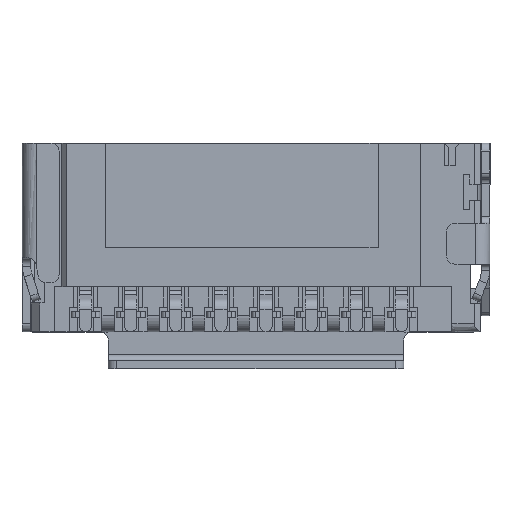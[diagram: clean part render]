
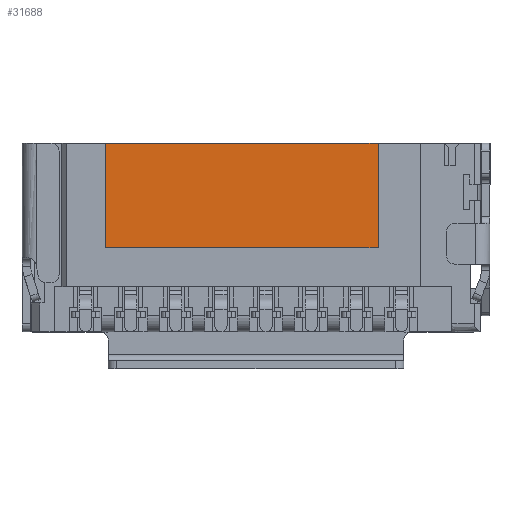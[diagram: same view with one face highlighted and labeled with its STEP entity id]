
A CAD part, top view. The second image highlights one B-rep face of the part: STEP entity #31688.
In plain terms, the highlighted free-form (B-spline) face has degree [1, 1] with [2, 2] control points.
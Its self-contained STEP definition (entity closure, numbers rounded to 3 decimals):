
#1365 = VERTEX_POINT ( 'NONE', #17145 ) ;
#2215 = VERTEX_POINT ( 'NONE', #38110 ) ;
#2431 = ORIENTED_EDGE ( 'NONE', *, *, #20893, .F. ) ;
#2706 = EDGE_CURVE ( 'NONE', #25007, #1365, #13256, .T. ) ;
#3671 = EDGE_CURVE ( 'NONE', #2215, #25007, #7370, .T. ) ;
#3723 = CARTESIAN_POINT ( 'NONE',  ( -3.808, 4.651, -0.1 ) ) ;
#4470 = CARTESIAN_POINT ( 'NONE',  ( -3.675, 2.05, -0.1 ) ) ;
#4858 = CARTESIAN_POINT ( 'NONE',  ( 2.975, 2.05, -0.1 ) ) ;
#5271 = B_SPLINE_SURFACE_WITH_KNOTS ( 'NONE', 1, 1, ( 
 ( #32510, #30182 ),
 ( #3723, #15498 ) ),
 .UNSPECIFIED., .F., .F., .F.,
 ( 2, 2 ),
 ( 2, 2 ),
 ( -3.458, 3.458 ),
 ( -1.326, 1.326 ),
 .UNSPECIFIED. ) ;
#5307 = VECTOR ( 'NONE', #36541, 1000. ) ;
#6091 = ORIENTED_EDGE ( 'NONE', *, *, #2706, .F. ) ;
#7370 = LINE ( 'NONE', #4470, #16626 ) ;
#7731 = VERTEX_POINT ( 'NONE', #17990 ) ;
#9649 = EDGE_LOOP ( 'NONE', ( #6091, #13207, #2431, #15068 ) ) ;
#12667 = CARTESIAN_POINT ( 'NONE',  ( -3.675, 4.6, -0.1 ) ) ;
#12868 = VECTOR ( 'NONE', #21051, 1000. ) ;
#13054 = LINE ( 'NONE', #19032, #30528 ) ;
#13207 = ORIENTED_EDGE ( 'NONE', *, *, #3671, .F. ) ;
#13256 = LINE ( 'NONE', #15252, #12868 ) ;
#15068 = ORIENTED_EDGE ( 'NONE', *, *, #19098, .F. ) ;
#15252 = CARTESIAN_POINT ( 'NONE',  ( -3.675, 4.6, -0.1 ) ) ;
#15498 = CARTESIAN_POINT ( 'NONE',  ( -3.808, 1.999, -0.1 ) ) ;
#16626 = VECTOR ( 'NONE', #22421, 1000. ) ;
#17145 = CARTESIAN_POINT ( 'NONE',  ( 2.975, 4.6, -0.1 ) ) ;
#17990 = CARTESIAN_POINT ( 'NONE',  ( 2.975, 2.05, -0.1 ) ) ;
#19032 = CARTESIAN_POINT ( 'NONE',  ( 2.975, 4.6, -0.1 ) ) ;
#19098 = EDGE_CURVE ( 'NONE', #1365, #7731, #13054, .T. ) ;
#20893 = EDGE_CURVE ( 'NONE', #7731, #2215, #28035, .T. ) ;
#21051 = DIRECTION ( 'NONE',  ( 1., 0., 0. ) ) ;
#22421 = DIRECTION ( 'NONE',  ( 0., 1., 0. ) ) ;
#25007 = VERTEX_POINT ( 'NONE', #12667 ) ;
#28035 = LINE ( 'NONE', #4858, #5307 ) ;
#30182 = CARTESIAN_POINT ( 'NONE',  ( 3.108, 1.999, -0.1 ) ) ;
#30369 = FACE_OUTER_BOUND ( 'NONE', #9649, .T. ) ;
#30528 = VECTOR ( 'NONE', #34112, 1000. ) ;
#31688 = ADVANCED_FACE ( 'NONE', ( #30369 ), #5271, .T. ) ;
#32510 = CARTESIAN_POINT ( 'NONE',  ( 3.108, 4.651, -0.1 ) ) ;
#34112 = DIRECTION ( 'NONE',  ( 0., -1., 0. ) ) ;
#36541 = DIRECTION ( 'NONE',  ( -1., 0., 0. ) ) ;
#38110 = CARTESIAN_POINT ( 'NONE',  ( -3.675, 2.05, -0.1 ) ) ;
